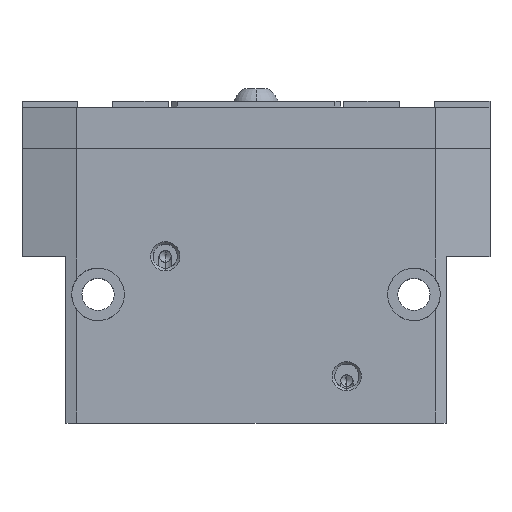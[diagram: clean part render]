
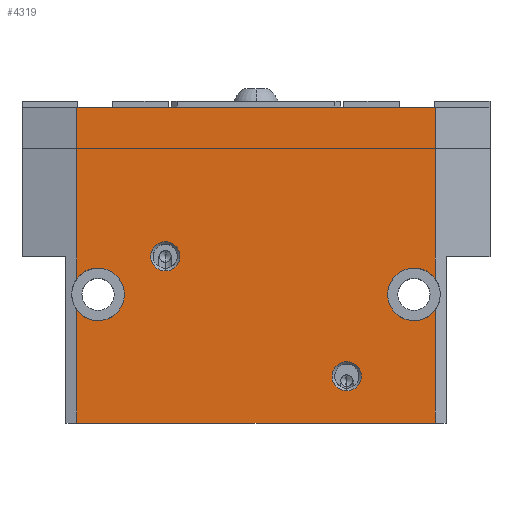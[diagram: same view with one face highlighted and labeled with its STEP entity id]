
A CAD part, top view. The second image highlights one B-rep face of the part: STEP entity #4319.
In plain terms, the highlighted planar face has unit normal (0, 0, 1).
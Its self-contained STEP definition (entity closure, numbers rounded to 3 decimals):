
#2017 = EDGE_CURVE( '', #2089, #2987, #5675, .T. );
#2089 = VERTEX_POINT( '', #5755 );
#2133 = EDGE_CURVE( '', #3145, #3697, #5801, .T. );
#2261 = VERTEX_POINT( '', #5946 );
#2267 = EDGE_CURVE( '', #5323, #4737, #5953, .T. );
#2297 = VERTEX_POINT( '', #5988 );
#2317 = EDGE_CURVE( '', #2831, #3393, #6011, .T. );
#2391 = EDGE_CURVE( '', #4805, #2261, #6092, .T. );
#2475 = EDGE_CURVE( '', #3393, #2831, #6187, .T. );
#2495 = VERTEX_POINT( '', #6208 );
#2791 = EDGE_CURVE( '', #5337, #3145, #6544, .T. );
#2831 = VERTEX_POINT( '', #6589 );
#2987 = VERTEX_POINT( '', #6766 );
#3135 = VERTEX_POINT( '', #6928 );
#3145 = VERTEX_POINT( '', #6939 );
#3231 = VERTEX_POINT( '', #7033 );
#3345 = EDGE_CURVE( '', #3135, #3231, #7163, .T. );
#3393 = VERTEX_POINT( '', #7216 );
#3697 = VERTEX_POINT( '', #7549 );
#3817 = EDGE_CURVE( '', #3697, #3135, #7689, .T. );
#3859 = EDGE_CURVE( '', #2261, #2297, #7733, .T. );
#4215 = EDGE_CURVE( '', #2495, #4767, #8123, .T. );
#4319 = ADVANCED_FACE( '', ( #8236, #8237, #8238 ), #8239, .T. );
#4379 = EDGE_CURVE( '', #3231, #4767, #8308, .T. );
#4713 = EDGE_CURVE( '', #2987, #5337, #8683, .T. );
#4737 = VERTEX_POINT( '', #8709 );
#4767 = VERTEX_POINT( '', #8740 );
#4771 = EDGE_CURVE( '', #4737, #5323, #8746, .T. );
#4805 = VERTEX_POINT( '', #8782 );
#5323 = VERTEX_POINT( '', #9342 );
#5337 = VERTEX_POINT( '', #9358 );
#5373 = EDGE_CURVE( '', #2495, #4805, #9399, .T. );
#5381 = EDGE_CURVE( '', #2297, #2089, #9408, .T. );
#5675 = LINE( '', #9783, #9784 );
#5755 = CARTESIAN_POINT( '', ( 30.67, 24.604, 21. ) );
#5801 = CIRCLE( '', #9989, 4.5 );
#5946 = CARTESIAN_POINT( '', ( 27., 17.5, 21. ) );
#5953 = CIRCLE( '', #10232, 2.5 );
#5988 = CARTESIAN_POINT( '', ( 27., 26.5, 21. ) );
#6011 = CIRCLE( '', #10303, 2.5 );
#6092 = CIRCLE( '', #10418, 4.5 );
#6187 = CIRCLE( '', #10580, 2.5 );
#6208 = CARTESIAN_POINT( '', ( 30.67, 0., 21. ) );
#6544 = LINE( '', #11058, #11059 );
#6589 = CARTESIAN_POINT( '', ( 15.5, 5.5, 21. ) );
#6766 = CARTESIAN_POINT( '', ( 30.67, 54., 21. ) );
#6928 = CARTESIAN_POINT( '', ( -27., 17.5, 21. ) );
#6939 = CARTESIAN_POINT( '', ( -30.67, 24.604, 21. ) );
#7033 = CARTESIAN_POINT( '', ( -30.67, 19.396, 21. ) );
#7163 = CIRCLE( '', #12078, 4.5 );
#7216 = CARTESIAN_POINT( '', ( 15.5, 10.5, 21. ) );
#7549 = CARTESIAN_POINT( '', ( -27., 26.5, 21. ) );
#7689 = CIRCLE( '', #12929, 4.5 );
#7733 = CIRCLE( '', #12991, 4.5 );
#8123 = LINE( '', #13555, #13556 );
#8236 = FACE_BOUND( '', #13756, .T. );
#8237 = FACE_BOUND( '', #13757, .T. );
#8238 = FACE_OUTER_BOUND( '', #13758, .T. );
#8239 = PLANE( '', #13759 );
#8308 = LINE( '', #13847, #13848 );
#8683 = LINE( '', #14406, #14407 );
#8709 = CARTESIAN_POINT( '', ( -15.5, 31., 21. ) );
#8740 = CARTESIAN_POINT( '', ( -30.67, 0., 21. ) );
#8746 = CIRCLE( '', #14491, 2.5 );
#8782 = CARTESIAN_POINT( '', ( 30.67, 19.396, 21. ) );
#9342 = CARTESIAN_POINT( '', ( -15.5, 26., 21. ) );
#9358 = CARTESIAN_POINT( '', ( -30.67, 54., 21. ) );
#9399 = LINE( '', #15533, #15534 );
#9408 = CIRCLE( '', #15568, 4.5 );
#9783 = CARTESIAN_POINT( '', ( 30.67, 27., 21. ) );
#9784 = VECTOR( '', #15945, 1. );
#9989 = AXIS2_PLACEMENT_3D( '', #16071, #16072, #16073 );
#10232 = AXIS2_PLACEMENT_3D( '', #16275, #16276, #16277 );
#10303 = AXIS2_PLACEMENT_3D( '', #16359, #16360, #16361 );
#10418 = AXIS2_PLACEMENT_3D( '', #16448, #16449, #16450 );
#10580 = AXIS2_PLACEMENT_3D( '', #16568, #16569, #16570 );
#11058 = CARTESIAN_POINT( '', ( -30.67, 27., 21. ) );
#11059 = VECTOR( '', #17030, 1. );
#12078 = AXIS2_PLACEMENT_3D( '', #17712, #17713, #17714 );
#12929 = AXIS2_PLACEMENT_3D( '', #18294, #18295, #18296 );
#12991 = AXIS2_PLACEMENT_3D( '', #18331, #18332, #18333 );
#13555 = CARTESIAN_POINT( '', ( 40., 0., 21. ) );
#13556 = VECTOR( '', #18747, 1. );
#13756 = EDGE_LOOP( '', ( #18863, #18864 ) );
#13757 = EDGE_LOOP( '', ( #18865, #18866 ) );
#13758 = EDGE_LOOP( '', ( #18867, #18868, #18869, #18870, #18871, #18872, #18873, #18874, #18875, #18876, #18877, #18878 ) );
#13759 = AXIS2_PLACEMENT_3D( '', #18879, #18880, #18881 );
#13847 = CARTESIAN_POINT( '', ( -30.67, 27., 21. ) );
#13848 = VECTOR( '', #18973, 1. );
#14406 = CARTESIAN_POINT( '', ( 40., 54., 21. ) );
#14407 = VECTOR( '', #19449, 1. );
#14491 = AXIS2_PLACEMENT_3D( '', #19511, #19512, #19513 );
#15533 = CARTESIAN_POINT( '', ( 30.67, 27., 21. ) );
#15534 = VECTOR( '', #20132, 1. );
#15568 = AXIS2_PLACEMENT_3D( '', #20142, #20143, #20144 );
#15945 = DIRECTION( '', ( 0., 1., 0. ) );
#16071 = CARTESIAN_POINT( '', ( -27., 22., 21. ) );
#16072 = DIRECTION( '', ( 0., 0., -1. ) );
#16073 = DIRECTION( '', ( 0., 1., 0. ) );
#16275 = CARTESIAN_POINT( '', ( -15.5, 28.5, 21. ) );
#16276 = DIRECTION( '', ( 0., 0., -1. ) );
#16277 = DIRECTION( '', ( 0., 1., 0. ) );
#16359 = CARTESIAN_POINT( '', ( 15.5, 8., 21. ) );
#16360 = DIRECTION( '', ( 0., 0., -1. ) );
#16361 = DIRECTION( '', ( 0., 1., 0. ) );
#16448 = CARTESIAN_POINT( '', ( 27., 22., 21. ) );
#16449 = DIRECTION( '', ( 0., 0., -1. ) );
#16450 = DIRECTION( '', ( 0., 1., 0. ) );
#16568 = CARTESIAN_POINT( '', ( 15.5, 8., 21. ) );
#16569 = DIRECTION( '', ( 0., 0., -1. ) );
#16570 = DIRECTION( '', ( 0., 1., 0. ) );
#17030 = DIRECTION( '', ( 0., -1., 0. ) );
#17712 = CARTESIAN_POINT( '', ( -27., 22., 21. ) );
#17713 = DIRECTION( '', ( 0., 0., -1. ) );
#17714 = DIRECTION( '', ( 0., 1., 0. ) );
#18294 = CARTESIAN_POINT( '', ( -27., 22., 21. ) );
#18295 = DIRECTION( '', ( 0., 0., -1. ) );
#18296 = DIRECTION( '', ( 0., 1., 0. ) );
#18331 = CARTESIAN_POINT( '', ( 27., 22., 21. ) );
#18332 = DIRECTION( '', ( 0., 0., -1. ) );
#18333 = DIRECTION( '', ( 0., 1., 0. ) );
#18747 = DIRECTION( '', ( -1., 0., 0. ) );
#18863 = ORIENTED_EDGE( '', *, *, #2475, .T. );
#18864 = ORIENTED_EDGE( '', *, *, #2317, .T. );
#18865 = ORIENTED_EDGE( '', *, *, #4771, .T. );
#18866 = ORIENTED_EDGE( '', *, *, #2267, .T. );
#18867 = ORIENTED_EDGE( '', *, *, #2133, .T. );
#18868 = ORIENTED_EDGE( '', *, *, #3817, .T. );
#18869 = ORIENTED_EDGE( '', *, *, #3345, .T. );
#18870 = ORIENTED_EDGE( '', *, *, #4379, .T. );
#18871 = ORIENTED_EDGE( '', *, *, #4215, .F. );
#18872 = ORIENTED_EDGE( '', *, *, #5373, .T. );
#18873 = ORIENTED_EDGE( '', *, *, #2391, .T. );
#18874 = ORIENTED_EDGE( '', *, *, #3859, .T. );
#18875 = ORIENTED_EDGE( '', *, *, #5381, .T. );
#18876 = ORIENTED_EDGE( '', *, *, #2017, .T. );
#18877 = ORIENTED_EDGE( '', *, *, #4713, .T. );
#18878 = ORIENTED_EDGE( '', *, *, #2791, .T. );
#18879 = CARTESIAN_POINT( '', ( 40., 54., 21. ) );
#18880 = DIRECTION( '', ( 0., 0., 1. ) );
#18881 = DIRECTION( '', ( 0., 1., 0. ) );
#18973 = DIRECTION( '', ( 0., -1., 0. ) );
#19449 = DIRECTION( '', ( -1., 0., 0. ) );
#19511 = CARTESIAN_POINT( '', ( -15.5, 28.5, 21. ) );
#19512 = DIRECTION( '', ( 0., 0., -1. ) );
#19513 = DIRECTION( '', ( 0., 1., 0. ) );
#20132 = DIRECTION( '', ( 0., 1., 0. ) );
#20142 = CARTESIAN_POINT( '', ( 27., 22., 21. ) );
#20143 = DIRECTION( '', ( 0., 0., -1. ) );
#20144 = DIRECTION( '', ( 0., 1., 0. ) );
